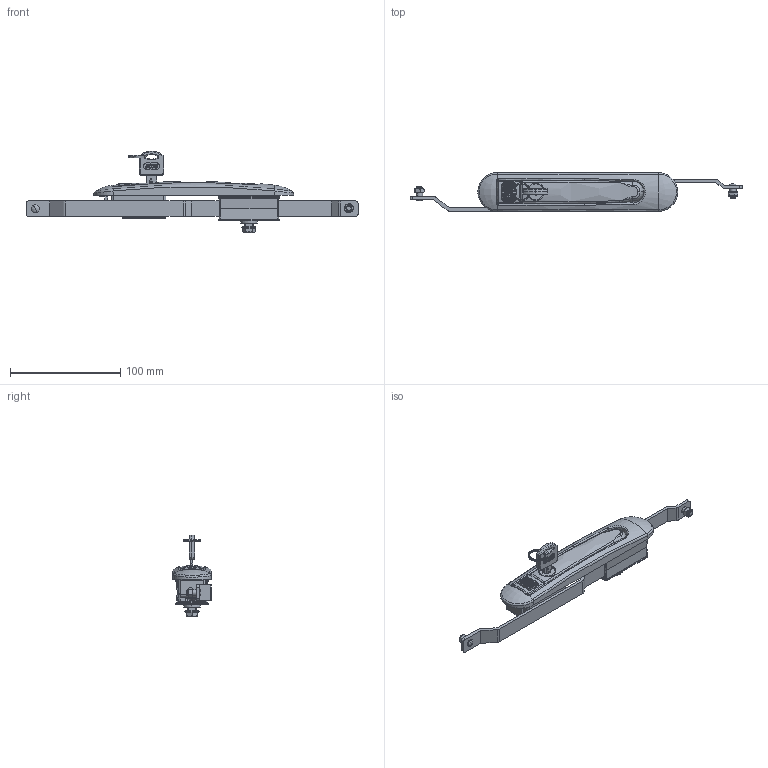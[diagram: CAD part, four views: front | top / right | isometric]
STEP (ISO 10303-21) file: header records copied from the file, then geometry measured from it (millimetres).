
FILE_DESCRIPTION (( 'STEP AP203' ), '1' );
FILE_NAME ('KI06.2.31.60.P.1.V.STEP', '2022-09-15T08:52:45', ( '' ), ( '' ), 'SwSTEP 2.0', 'SolidWorks 2021', '' );
FILE_SCHEMA (( 'CONFIG_CONTROL_DESIGN' ));
Length unit declared in the file: millimetre
Products named in the file (1): KI06.2.31.60.P.1.V
Bounding box: 300.75 x 35 x 74 mm (x, y, z)
Surface area: 50628.3 mm2 (no closed solid volume)
Topology: 0 solids, 37 shells, 850 faces, 3172 edges, 2267 vertices
Faces by surface type: plane 366, cylinder 177, bspline 161, torus 69, cone 60, sphere 17
Entity records: 44279 total; most frequent: CARTESIAN_POINT 20445, ORIENTED_EDGE 5010, DIRECTION 4067, EDGE_CURVE 3163, VERTEX_POINT 2266, VECTOR 1485, LINE 1485, AXIS2_PLACEMENT_3D 1291
